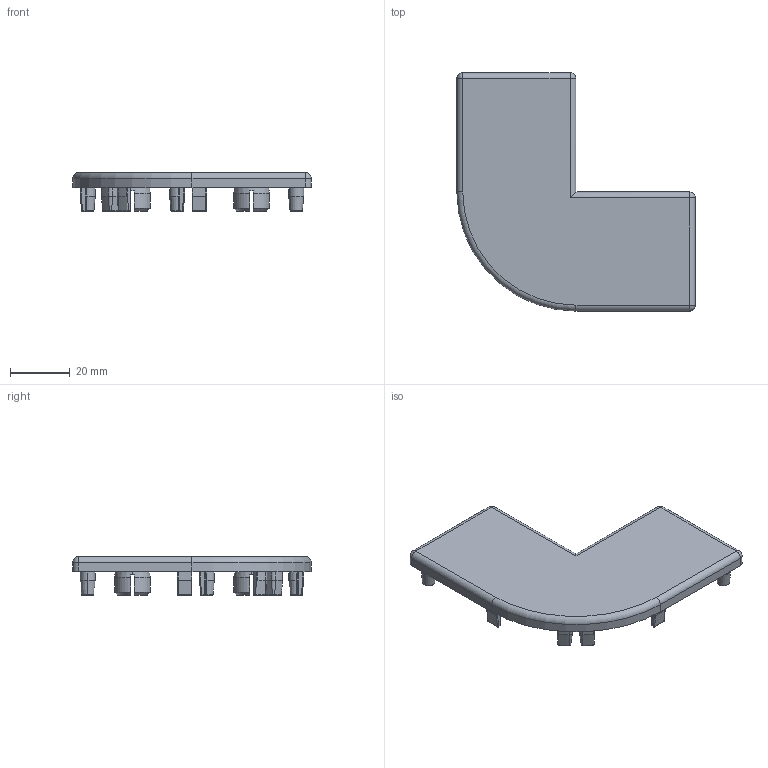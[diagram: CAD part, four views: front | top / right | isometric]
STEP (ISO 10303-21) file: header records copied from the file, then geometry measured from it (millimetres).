
FILE_DESCRIPTION (( 'STEP AP203' ), '1' );
FILE_NAME ('4.11.40.8080R90.STEP', '2019-09-17T00:32:33', ( 'Windows User' ), ( 'P R C' ), 'SwSTEP 2.0', 'SolidWorks 2012', '' );
FILE_SCHEMA (( 'CONFIG_CONTROL_DESIGN' ));
Length unit declared in the file: millimetre
Products named in the file (1): 4.11.40.8080R90
Bounding box: 80 x 80 x 13 mm (x, y, z)
Volume: 16400.3 mm3; surface area: 13676.9 mm2
Topology: 1 solids, 1 shells, 283 faces, 705 edges, 419 vertices
Faces by surface type: cylinder 115, plane 101, sphere 27, cone 24, torus 14, bspline 2
Entity records: 8415 total; most frequent: CARTESIAN_POINT 1651, DIRECTION 1473, ORIENTED_EDGE 1374, EDGE_CURVE 687, AXIS2_PLACEMENT_3D 561, VERTEX_POINT 417, VECTOR 351, LINE 351
